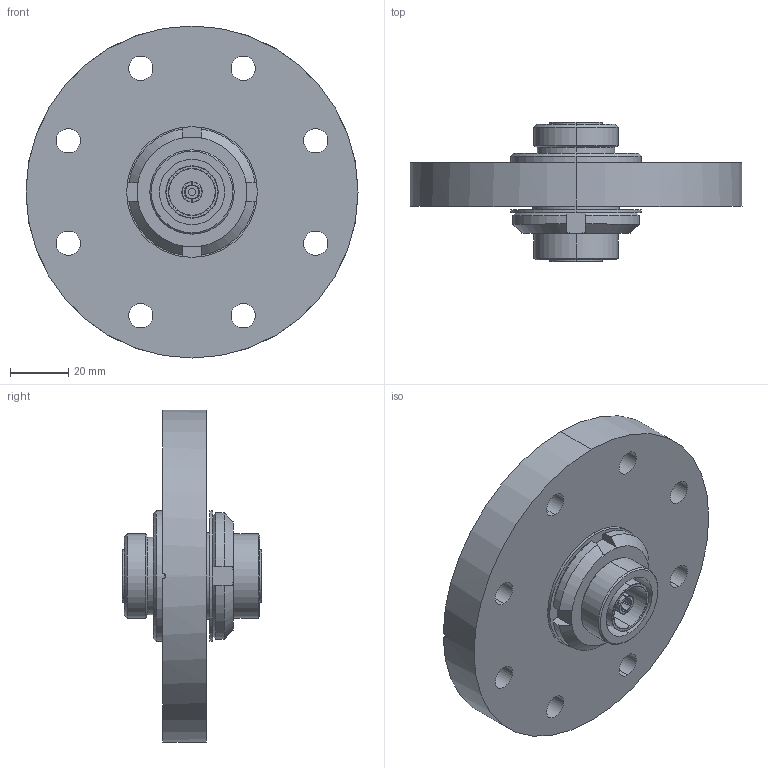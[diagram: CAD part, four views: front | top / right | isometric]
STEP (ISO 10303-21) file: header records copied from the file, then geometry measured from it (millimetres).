
FILE_DESCRIPTION (( 'STEP AP214' ), '1' );
FILE_NAME ('242-7_16-C63.step', '2025-02-18T20:43:32', ( '' ), ( '' ), 'SwSTEP 2.0', 'SolidWorks 2022', '' );
FILE_SCHEMA (( 'AUTOMOTIVE_DESIGN' ));
Length unit declared in the file: millimetre
Products named in the file (10): 9242-7_16-5; 370-VIT-35.0 x 2.5; 242-7_16-V2_Standard without tools; 9242-7_16-16; 242-7_16-C63; 9242-7_16-C63_DN63 CF; 903-STIFT-3X5; 9242-7_16-V2; 9242-7_16--2; 242-7_16-Dummy_ für_stp
Assembly tree (10 placements, depth 3):
  242-7_16-C63
    9242-7_16-C63_DN63 CF
    242-7_16-V2_Standard without tools
      9242-7_16-V2
      9242-7_16-5  x2
      903-STIFT-3X5
      370-VIT-35.0 x 2.5
      9242-7_16-16
      9242-7_16--2
      242-7_16-Dummy_ für_stp
Bounding box: 114.3 x 47.9 x 114.3 mm (x, y, z)
Volume: 163010.1 mm3; surface area: 49468.2 mm2
Topology: 9 solids, 9 shells, 267 faces, 661 edges, 423 vertices
Faces by surface type: plane 97, cylinder 93, torus 44, cone 33
Entity records: 7388 total; most frequent: CARTESIAN_POINT 1637, DIRECTION 1204, ORIENTED_EDGE 1050, EDGE_CURVE 525, AXIS2_PLACEMENT_3D 504, VERTEX_POINT 335, CIRCLE 271, EDGE_LOOP 260
